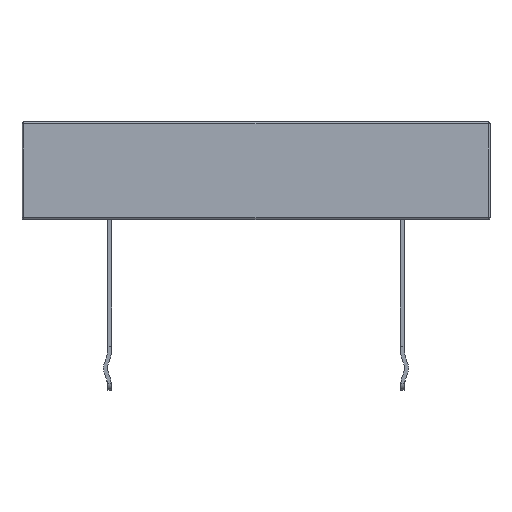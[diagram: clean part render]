
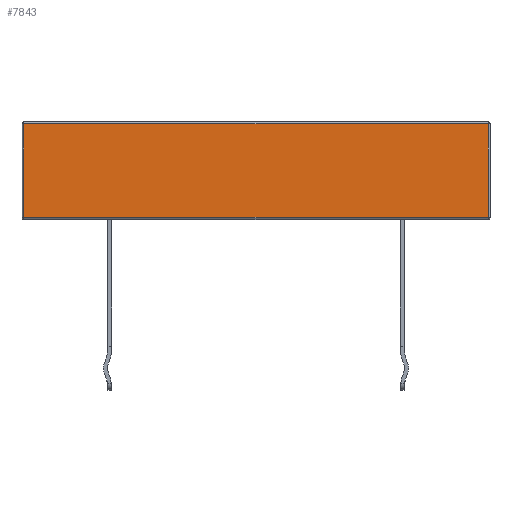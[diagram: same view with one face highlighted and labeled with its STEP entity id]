
A CAD part, top view. The second image highlights one B-rep face of the part: STEP entity #7843.
In plain terms, the highlighted planar face has unit normal (0, 0, 1).
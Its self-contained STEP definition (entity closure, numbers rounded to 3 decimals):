
#704 = LINE ( 'NONE', #5363, #8586 ) ;
#2222 = LINE ( 'NONE', #5062, #14599 ) ;
#3355 = DIRECTION ( 'NONE',  ( 0., 1., 0. ) ) ;
#3456 = LINE ( 'NONE', #17338, #4255 ) ;
#3844 = ORIENTED_EDGE ( 'NONE', *, *, #18703, .T. ) ;
#4255 = VECTOR ( 'NONE', #3355, 1000. ) ;
#4473 = CARTESIAN_POINT ( 'NONE',  ( 23.8, 0.2, 5. ) ) ;
#4492 = CARTESIAN_POINT ( 'NONE',  ( -23.8, 0.2, 5. ) ) ;
#4542 = VERTEX_POINT ( 'NONE', #19136 ) ;
#5062 = CARTESIAN_POINT ( 'NONE',  ( -24., 0.2, 5. ) ) ;
#5106 = ORIENTED_EDGE ( 'NONE', *, *, #15993, .T. ) ;
#5363 = CARTESIAN_POINT ( 'NONE',  ( -24., 9.8, 5. ) ) ;
#6697 = ORIENTED_EDGE ( 'NONE', *, *, #12794, .T. ) ;
#7843 = ADVANCED_FACE ( 'NONE', ( #14929 ), #13511, .F. ) ;
#8208 = CARTESIAN_POINT ( 'NONE',  ( -23.8, 9.8, 5. ) ) ;
#8586 = VECTOR ( 'NONE', #10238, 1000. ) ;
#8952 = EDGE_LOOP ( 'NONE', ( #15354, #5106, #3844, #6697 ) ) ;
#9248 = DIRECTION ( 'NONE',  ( 0., -1., 0. ) ) ;
#10238 = DIRECTION ( 'NONE',  ( -1., 0., 0. ) ) ;
#10469 = CARTESIAN_POINT ( 'NONE',  ( -24., 10., 5. ) ) ;
#12794 = EDGE_CURVE ( 'NONE', #4542, #18813, #704, .T. ) ;
#13267 = EDGE_CURVE ( 'NONE', #18813, #13543, #19806, .T. ) ;
#13511 = PLANE ( 'NONE',  #17672 ) ;
#13543 = VERTEX_POINT ( 'NONE', #4492 ) ;
#14452 = VECTOR ( 'NONE', #9248, 1000. ) ;
#14599 = VECTOR ( 'NONE', #17308, 1000. ) ;
#14929 = FACE_OUTER_BOUND ( 'NONE', #8952, .T. ) ;
#15209 = VERTEX_POINT ( 'NONE', #4473 ) ;
#15354 = ORIENTED_EDGE ( 'NONE', *, *, #13267, .T. ) ;
#15993 = EDGE_CURVE ( 'NONE', #13543, #15209, #2222, .T. ) ;
#16756 = CARTESIAN_POINT ( 'NONE',  ( -23.8, 10., 5. ) ) ;
#17226 = DIRECTION ( 'NONE',  ( 0., 0., -1. ) ) ;
#17308 = DIRECTION ( 'NONE',  ( 1., 0., 0. ) ) ;
#17338 = CARTESIAN_POINT ( 'NONE',  ( 23.8, 10., 5. ) ) ;
#17672 = AXIS2_PLACEMENT_3D ( 'NONE', #10469, #17226, #19996 ) ;
#18703 = EDGE_CURVE ( 'NONE', #15209, #4542, #3456, .T. ) ;
#18813 = VERTEX_POINT ( 'NONE', #8208 ) ;
#19136 = CARTESIAN_POINT ( 'NONE',  ( 23.8, 9.8, 5. ) ) ;
#19806 = LINE ( 'NONE', #16756, #14452 ) ;
#19996 = DIRECTION ( 'NONE',  ( -1., 0., 0. ) ) ;
